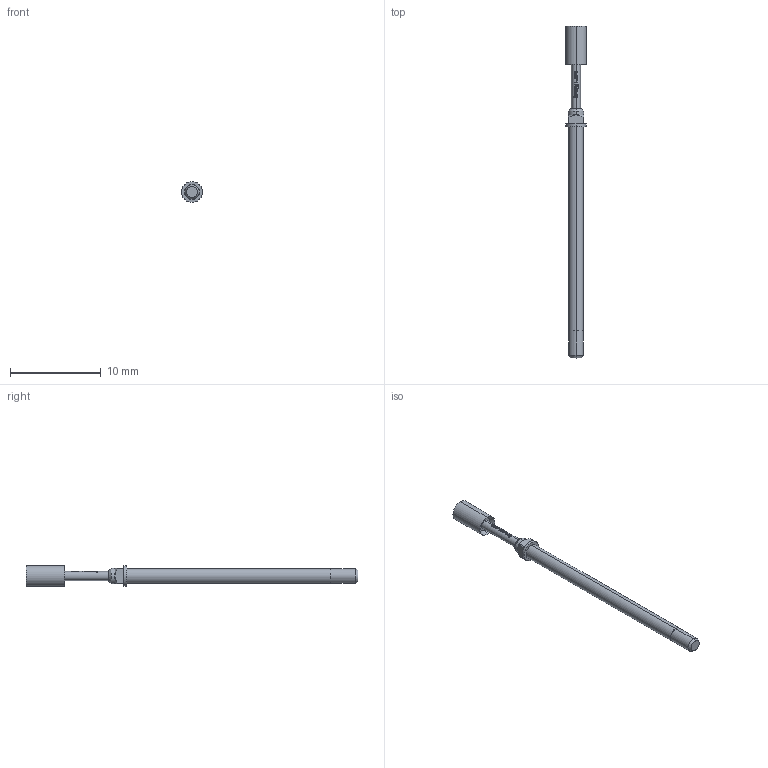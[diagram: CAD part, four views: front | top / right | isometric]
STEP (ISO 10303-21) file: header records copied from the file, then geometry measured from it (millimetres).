
FILE_DESCRIPTION (( 'STEP AP203' ), '1' );
FILE_NAME ('INGUN_GKS-112_002_230_A_xx02_M.STEP', '2022-01-14T08:22:46', ( 'ochi' ), ( '' ), 'SwSTEP 2.0', 'SolidWorks 2018', '' );
FILE_SCHEMA (( 'CONFIG_CONTROL_DESIGN' ));
Length unit declared in the file: millimetre
Products named in the file (1): INGUN_GKS-112_002_230_A_xx02_M
Bounding box: 2.3 x 36.6 x 2.3 mm (x, y, z)
Volume: 77.8 mm3; surface area: 209.4 mm2
Topology: 1 solids, 1 shells, 114 faces, 303 edges, 198 vertices
Faces by surface type: plane 56, cylinder 24, bspline 22, cone 12
Entity records: 3920 total; most frequent: CARTESIAN_POINT 1156, ORIENTED_EDGE 606, DIRECTION 501, EDGE_CURVE 303, AXIS2_PLACEMENT_3D 199, VERTEX_POINT 198, EDGE_LOOP 121, FACE_OUTER_BOUND 114
